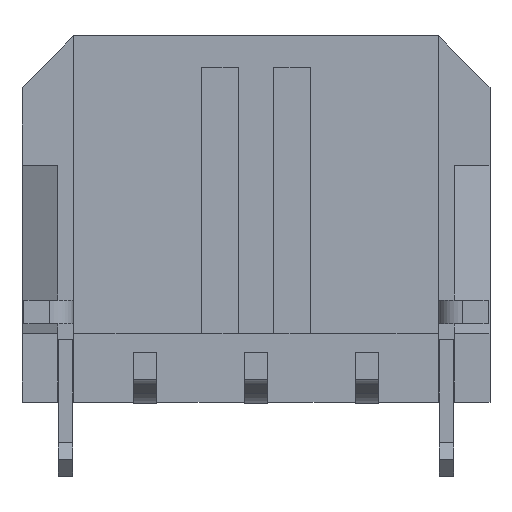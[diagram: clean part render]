
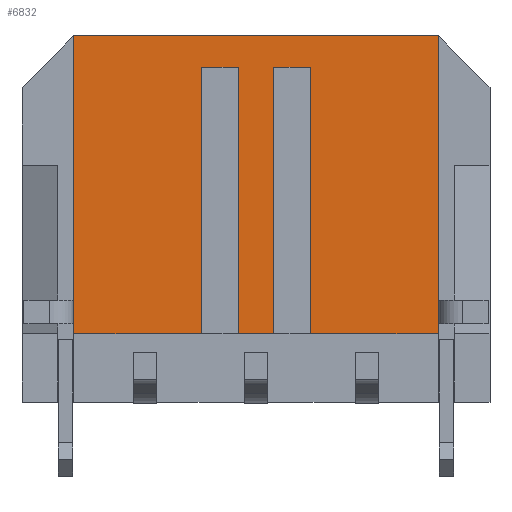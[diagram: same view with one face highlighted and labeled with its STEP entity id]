
A CAD part, front view. The second image highlights one B-rep face of the part: STEP entity #6832.
In plain terms, the highlighted planar face has unit normal (0, -1, 0).
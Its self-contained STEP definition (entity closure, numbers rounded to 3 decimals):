
#2103=DIRECTION('',(0.,0.,-1.));
#2104=VECTOR('',#2103,8.05);
#2105=CARTESIAN_POINT('',(-4.925,-1.93,4.95));
#2106=LINE('',#2105,#2104);
#2107=DIRECTION('',(1.,0.,0.));
#2108=VECTOR('',#2107,9.85);
#2109=CARTESIAN_POINT('',(-4.925,-1.93,4.95));
#2110=LINE('',#2109,#2108);
#2111=DIRECTION('',(0.,0.,-1.));
#2112=VECTOR('',#2111,8.05);
#2113=CARTESIAN_POINT('',(4.925,-1.93,4.95));
#2114=LINE('',#2113,#2112);
#2115=DIRECTION('',(-1.,0.,0.));
#2116=VECTOR('',#2115,3.45);
#2117=CARTESIAN_POINT('',(4.925,-1.93,-3.1));
#2118=LINE('',#2117,#2116);
#2119=DIRECTION('',(0.,0.,1.));
#2120=VECTOR('',#2119,7.2);
#2121=CARTESIAN_POINT('',(1.475,-1.93,-3.1));
#2122=LINE('',#2121,#2120);
#2123=DIRECTION('',(-1.,0.,0.));
#2124=VECTOR('',#2123,1.);
#2125=CARTESIAN_POINT('',(1.475,-1.93,4.1));
#2126=LINE('',#2125,#2124);
#2127=DIRECTION('',(0.,0.,1.));
#2128=VECTOR('',#2127,7.2);
#2129=CARTESIAN_POINT('',(0.475,-1.93,-3.1));
#2130=LINE('',#2129,#2128);
#2131=DIRECTION('',(-1.,0.,0.));
#2132=VECTOR('',#2131,0.95);
#2133=CARTESIAN_POINT('',(0.475,-1.93,-3.1));
#2134=LINE('',#2133,#2132);
#2135=DIRECTION('',(0.,0.,1.));
#2136=VECTOR('',#2135,7.2);
#2137=CARTESIAN_POINT('',(-0.475,-1.93,-3.1));
#2138=LINE('',#2137,#2136);
#2139=DIRECTION('',(-1.,0.,0.));
#2140=VECTOR('',#2139,1.);
#2141=CARTESIAN_POINT('',(-0.475,-1.93,4.1));
#2142=LINE('',#2141,#2140);
#2143=DIRECTION('',(0.,0.,1.));
#2144=VECTOR('',#2143,7.2);
#2145=CARTESIAN_POINT('',(-1.475,-1.93,-3.1));
#2146=LINE('',#2145,#2144);
#2147=DIRECTION('',(-1.,0.,0.));
#2148=VECTOR('',#2147,3.45);
#2149=CARTESIAN_POINT('',(-1.475,-1.93,-3.1));
#2150=LINE('',#2149,#2148);
#3335=CARTESIAN_POINT('',(0.475,-1.93,-3.1));
#3336=CARTESIAN_POINT('',(0.475,-1.93,4.1));
#3337=VERTEX_POINT('',#3335);
#3338=VERTEX_POINT('',#3336);
#3339=CARTESIAN_POINT('',(1.475,-1.93,-3.1));
#3340=CARTESIAN_POINT('',(1.475,-1.93,4.1));
#3341=VERTEX_POINT('',#3339);
#3342=VERTEX_POINT('',#3340);
#3487=CARTESIAN_POINT('',(-0.475,-1.93,-3.1));
#3488=VERTEX_POINT('',#3487);
#3497=CARTESIAN_POINT('',(-0.475,-1.93,4.1));
#3498=CARTESIAN_POINT('',(-1.475,-1.93,4.1));
#3499=VERTEX_POINT('',#3497);
#3500=VERTEX_POINT('',#3498);
#3501=CARTESIAN_POINT('',(-1.475,-1.93,-3.1));
#3502=VERTEX_POINT('',#3501);
#4031=CARTESIAN_POINT('',(-4.925,-1.93,4.95));
#4032=CARTESIAN_POINT('',(-4.925,-1.93,-3.1));
#4033=VERTEX_POINT('',#4031);
#4034=VERTEX_POINT('',#4032);
#4035=CARTESIAN_POINT('',(4.925,-1.93,4.95));
#4036=CARTESIAN_POINT('',(4.925,-1.93,-3.1));
#4037=VERTEX_POINT('',#4035);
#4038=VERTEX_POINT('',#4036);
#6807=CARTESIAN_POINT('',(-6.325,-1.93,4.95));
#6808=DIRECTION('',(0.,-1.,0.));
#6809=DIRECTION('',(0.,0.,-1.));
#6810=AXIS2_PLACEMENT_3D('',#6807,#6808,#6809);
#6811=PLANE('',#6810);
#6812=ORIENTED_EDGE('',*,*,#5319,.F.);
#6813=ORIENTED_EDGE('',*,*,#5349,.T.);
#6814=ORIENTED_EDGE('',*,*,#4918,.T.);
#6815=ORIENTED_EDGE('',*,*,#6800,.T.);
#6817=ORIENTED_EDGE('',*,*,#6816,.T.);
#6819=ORIENTED_EDGE('',*,*,#6818,.T.);
#6821=ORIENTED_EDGE('',*,*,#6820,.F.);
#6822=ORIENTED_EDGE('',*,*,#6792,.T.);
#6824=ORIENTED_EDGE('',*,*,#6823,.T.);
#6826=ORIENTED_EDGE('',*,*,#6825,.T.);
#6828=ORIENTED_EDGE('',*,*,#6827,.F.);
#6829=ORIENTED_EDGE('',*,*,#6784,.T.);
#6830=EDGE_LOOP('',(#6812,#6813,#6814,#6815,#6817,#6819,#6821,#6822,#6824,#6826,
#6828,#6829));
#6831=FACE_OUTER_BOUND('',#6830,.F.);
#6832=ADVANCED_FACE('',(#6831),#6811,.T.);
#4918=EDGE_CURVE('',#4037,#4038,#2114,.T.);
#5319=EDGE_CURVE('',#4033,#4034,#2106,.T.);
#5349=EDGE_CURVE('',#4033,#4037,#2110,.T.);
#6784=EDGE_CURVE('',#3502,#4034,#2150,.T.);
#6792=EDGE_CURVE('',#3337,#3488,#2134,.T.);
#6800=EDGE_CURVE('',#4038,#3341,#2118,.T.);
#6816=EDGE_CURVE('',#3341,#3342,#2122,.T.);
#6818=EDGE_CURVE('',#3342,#3338,#2126,.T.);
#6820=EDGE_CURVE('',#3337,#3338,#2130,.T.);
#6823=EDGE_CURVE('',#3488,#3499,#2138,.T.);
#6825=EDGE_CURVE('',#3499,#3500,#2142,.T.);
#6827=EDGE_CURVE('',#3502,#3500,#2146,.T.);
